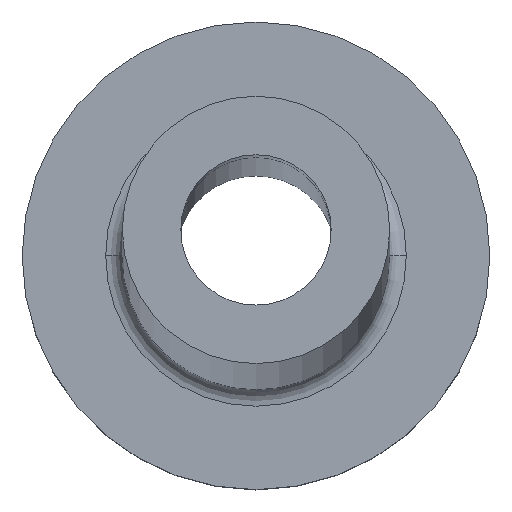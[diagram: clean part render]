
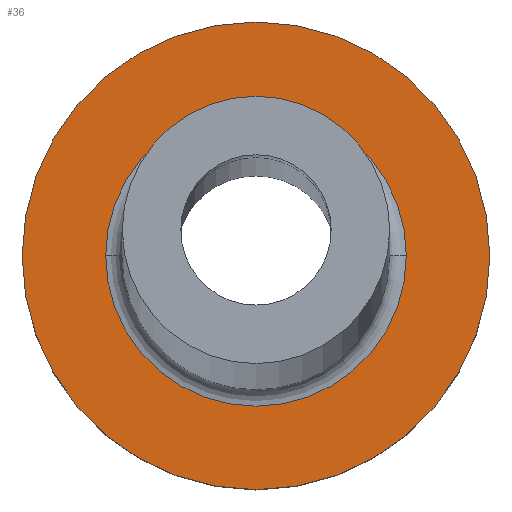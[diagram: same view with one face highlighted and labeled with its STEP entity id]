
A CAD part, top view. The second image highlights one B-rep face of the part: STEP entity #36.
In plain terms, the highlighted planar face has unit normal (0, 0, 1).
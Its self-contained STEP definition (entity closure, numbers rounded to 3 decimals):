
#6 = DIRECTION ( 'NONE',  ( 1., 0., 0. ) ) ;
#30 = ORIENTED_EDGE ( 'NONE', *, *, #361, .T. ) ;
#36 = ADVANCED_FACE ( 'NONE', ( #222, #366 ), #460, .T. ) ;
#47 = CARTESIAN_POINT ( 'NONE',  ( 0., 0., 5. ) ) ;
#52 = AXIS2_PLACEMENT_3D ( 'NONE', #242, #431, #363 ) ;
#66 = CIRCLE ( 'NONE', #377, 4.5 ) ;
#92 = CARTESIAN_POINT ( 'NONE',  ( 0., 0., 5. ) ) ;
#113 = EDGE_LOOP ( 'NONE', ( #397, #136 ) ) ;
#136 = ORIENTED_EDGE ( 'NONE', *, *, #429, .T. ) ;
#140 = EDGE_LOOP ( 'NONE', ( #209, #30 ) ) ;
#141 = DIRECTION ( 'NONE',  ( 1., 0., 0. ) ) ;
#158 = CARTESIAN_POINT ( 'NONE',  ( 4.5, 0., 5. ) ) ;
#192 = AXIS2_PLACEMENT_3D ( 'NONE', #287, #319, #420 ) ;
#205 = CIRCLE ( 'NONE', #390, 7. ) ;
#206 = CARTESIAN_POINT ( 'NONE',  ( 7., 0., 5. ) ) ;
#209 = ORIENTED_EDGE ( 'NONE', *, *, #455, .T. ) ;
#222 = FACE_BOUND ( 'NONE', #140, .T. ) ;
#235 = VERTEX_POINT ( 'NONE', #264 ) ;
#242 = CARTESIAN_POINT ( 'NONE',  ( 0., 0., 5. ) ) ;
#264 = CARTESIAN_POINT ( 'NONE',  ( -7., 0., 5. ) ) ;
#267 = AXIS2_PLACEMENT_3D ( 'NONE', #316, #456, #141 ) ;
#270 = VERTEX_POINT ( 'NONE', #158 ) ;
#281 = EDGE_CURVE ( 'NONE', #235, #314, #205, .T. ) ;
#286 = CARTESIAN_POINT ( 'NONE',  ( -4.5, 0., 5. ) ) ;
#287 = CARTESIAN_POINT ( 'NONE',  ( 0., 0., 5. ) ) ;
#314 = VERTEX_POINT ( 'NONE', #206 ) ;
#315 = CIRCLE ( 'NONE', #267, 4.5 ) ;
#316 = CARTESIAN_POINT ( 'NONE',  ( 0., 0., 5. ) ) ;
#319 = DIRECTION ( 'NONE',  ( 0., 0., 1. ) ) ;
#320 = DIRECTION ( 'NONE',  ( 0., 0., -1. ) ) ;
#361 = EDGE_CURVE ( 'NONE', #450, #270, #315, .T. ) ;
#363 = DIRECTION ( 'NONE',  ( 1., 0., 0. ) ) ;
#366 = FACE_OUTER_BOUND ( 'NONE', #113, .T. ) ;
#377 = AXIS2_PLACEMENT_3D ( 'NONE', #47, #320, #6 ) ;
#390 = AXIS2_PLACEMENT_3D ( 'NONE', #92, #409, #447 ) ;
#397 = ORIENTED_EDGE ( 'NONE', *, *, #281, .T. ) ;
#409 = DIRECTION ( 'NONE',  ( 0., 0., 1. ) ) ;
#420 = DIRECTION ( 'NONE',  ( 1., 0., 0. ) ) ;
#429 = EDGE_CURVE ( 'NONE', #314, #235, #430, .T. ) ;
#430 = CIRCLE ( 'NONE', #52, 7. ) ;
#431 = DIRECTION ( 'NONE',  ( 0., 0., 1. ) ) ;
#447 = DIRECTION ( 'NONE',  ( 1., 0., 0. ) ) ;
#450 = VERTEX_POINT ( 'NONE', #286 ) ;
#455 = EDGE_CURVE ( 'NONE', #270, #450, #66, .T. ) ;
#456 = DIRECTION ( 'NONE',  ( 0., 0., -1. ) ) ;
#460 = PLANE ( 'NONE',  #192 ) ;
